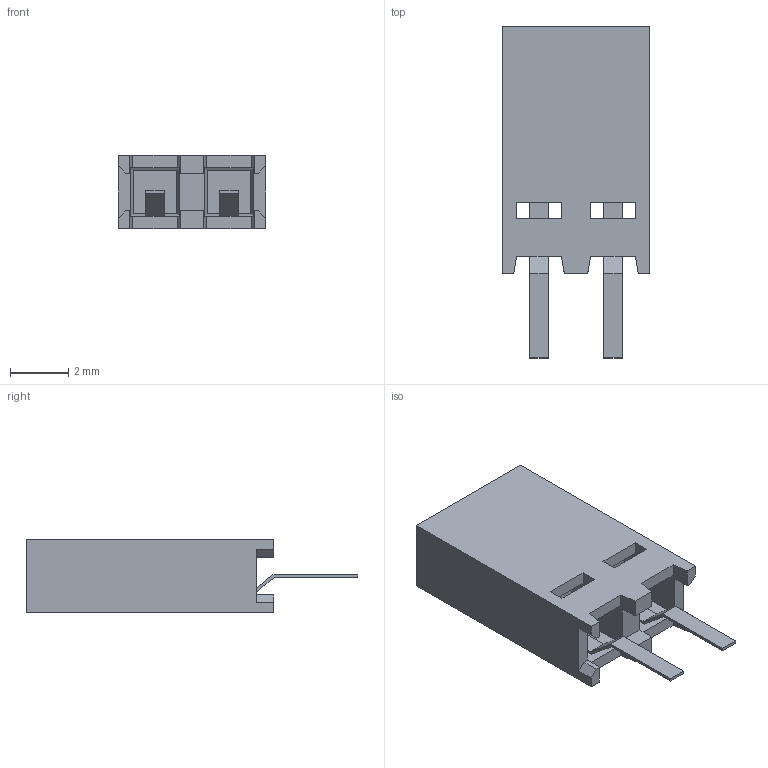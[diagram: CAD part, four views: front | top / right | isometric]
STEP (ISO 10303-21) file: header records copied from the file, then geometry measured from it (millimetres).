
FILE_DESCRIPTION((''),'2;1');
FILE_NAME('901471102','2014-04-10T',('me'),(''),'PRO/ENGINEER BY PARAMETRIC TECHNOLOGY CORPORATION, 2011490','PRO/ENGINEER BY PARAMETRIC TECHNOLOGY CORPORATION, 2011490','');
FILE_SCHEMA(('CONFIG_CONTROL_DESIGN'));
Length unit declared in the file: millimetre
Products named in the file (1): 901471102
Bounding box: 5.08 x 11.4 x 2.54 mm (x, y, z)
Volume: 87.5 mm3; surface area: 202.2 mm2
Topology: 1 solids, 1 shells, 105 faces, 312 edges, 204 vertices
Faces by surface type: plane 105
Entity records: 3495 total; most frequent: CARTESIAN_POINT 618, ORIENTED_EDGE 616, DIRECTION 528, VECTOR 308, LINE 308, EDGE_CURVE 308, VERTEX_POINT 200, EDGE_LOOP 112
